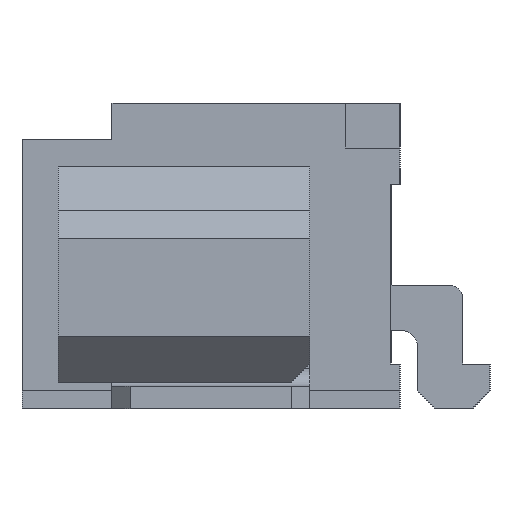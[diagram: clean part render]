
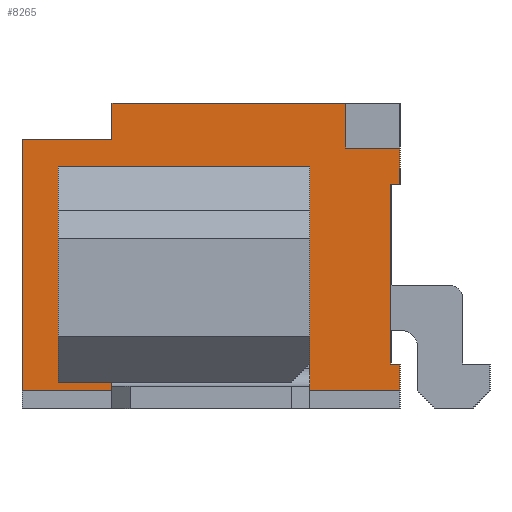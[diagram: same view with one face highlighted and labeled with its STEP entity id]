
A CAD part, left-side view. The second image highlights one B-rep face of the part: STEP entity #8265.
In plain terms, the highlighted planar face has unit normal (-1, 0, 0).
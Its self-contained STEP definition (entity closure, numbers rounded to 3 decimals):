
#105=DIRECTION('',(0.,0.,1.));
#106=VECTOR('',#105,0.3);
#107=CARTESIAN_POINT('',(-10.25,-3.225,-1.6));
#108=LINE('',#107,#106);
#309=DIRECTION('',(0.,0.,1.));
#310=VECTOR('',#309,0.4);
#311=CARTESIAN_POINT('',(-10.25,-3.225,0.7));
#312=LINE('',#311,#310);
#313=DIRECTION('',(0.,0.,1.));
#314=VECTOR('',#313,2.4);
#315=CARTESIAN_POINT('',(-10.25,-2.225,-1.5));
#316=LINE('',#315,#314);
#317=DIRECTION('',(0.,-1.,0.));
#318=VECTOR('',#317,2.8);
#319=CARTESIAN_POINT('',(-10.25,0.575,0.9));
#320=LINE('',#319,#318);
#321=DIRECTION('',(0.,0.,1.));
#322=VECTOR('',#321,2.4);
#323=CARTESIAN_POINT('',(-10.25,0.575,-1.5));
#324=LINE('',#323,#322);
#325=DIRECTION('',(0.,-1.,0.));
#326=VECTOR('',#325,2.8);
#327=CARTESIAN_POINT('',(-10.25,0.575,-1.5));
#328=LINE('',#327,#326);
#329=DIRECTION('',(0.,1.,0.));
#330=VECTOR('',#329,0.6);
#331=CARTESIAN_POINT('',(-10.25,-3.225,1.1));
#332=LINE('',#331,#330);
#333=DIRECTION('',(0.,1.,0.));
#334=VECTOR('',#333,0.1);
#335=CARTESIAN_POINT('',(-10.25,-3.225,0.7));
#336=LINE('',#335,#334);
#337=DIRECTION('',(0.,0.,1.));
#338=VECTOR('',#337,2.);
#339=CARTESIAN_POINT('',(-10.25,-3.125,-1.3));
#340=LINE('',#339,#338);
#341=DIRECTION('',(0.,1.,0.));
#342=VECTOR('',#341,0.1);
#343=CARTESIAN_POINT('',(-10.25,-3.225,-1.3));
#344=LINE('',#343,#342);
#345=DIRECTION('',(0.,-1.,0.));
#346=VECTOR('',#345,4.2);
#347=CARTESIAN_POINT('',(-10.25,0.975,-1.6));
#348=LINE('',#347,#346);
#349=DIRECTION('',(0.,0.,1.));
#350=VECTOR('',#349,2.8);
#351=CARTESIAN_POINT('',(-10.25,0.975,-1.6));
#352=LINE('',#351,#350);
#353=DIRECTION('',(0.,-1.,0.));
#354=VECTOR('',#353,1.);
#355=CARTESIAN_POINT('',(-10.25,0.975,1.2));
#356=LINE('',#355,#354);
#357=DIRECTION('',(0.,0.,-1.));
#358=VECTOR('',#357,0.4);
#359=CARTESIAN_POINT('',(-10.25,-0.025,1.6));
#360=LINE('',#359,#358);
#361=DIRECTION('',(0.,0.,-1.));
#362=VECTOR('',#361,0.5);
#363=CARTESIAN_POINT('',(-10.25,-2.625,1.6));
#364=LINE('',#363,#362);
#1458=DIRECTION('',(0.,-1.,0.));
#1459=VECTOR('',#1458,2.6);
#1460=CARTESIAN_POINT('',(-10.25,-0.025,1.6));
#1461=LINE('',#1460,#1459);
#6039=CARTESIAN_POINT('',(-10.25,-0.025,1.6));
#6041=VERTEX_POINT('',#6039);
#6051=CARTESIAN_POINT('',(-10.25,0.975,1.2));
#6052=CARTESIAN_POINT('',(-10.25,-0.025,1.2));
#6053=VERTEX_POINT('',#6051);
#6054=VERTEX_POINT('',#6052);
#6099=CARTESIAN_POINT('',(-10.25,-2.225,-1.5));
#6100=CARTESIAN_POINT('',(-10.25,-2.225,0.9));
#6101=VERTEX_POINT('',#6099);
#6102=VERTEX_POINT('',#6100);
#6103=CARTESIAN_POINT('',(-10.25,0.575,0.9));
#6104=VERTEX_POINT('',#6103);
#6105=CARTESIAN_POINT('',(-10.25,0.575,-1.5));
#6106=VERTEX_POINT('',#6105);
#6287=CARTESIAN_POINT('',(-10.25,-3.225,-1.3));
#6288=CARTESIAN_POINT('',(-10.25,-3.125,-1.3));
#6289=VERTEX_POINT('',#6287);
#6290=VERTEX_POINT('',#6288);
#6291=CARTESIAN_POINT('',(-10.25,-3.125,0.7));
#6292=VERTEX_POINT('',#6291);
#6293=CARTESIAN_POINT('',(-10.25,-3.225,0.7));
#6294=VERTEX_POINT('',#6293);
#6393=CARTESIAN_POINT('',(-10.25,-2.625,1.6));
#6394=VERTEX_POINT('',#6393);
#6395=CARTESIAN_POINT('',(-10.25,-3.225,1.1));
#6396=CARTESIAN_POINT('',(-10.25,-2.625,1.1));
#6397=VERTEX_POINT('',#6395);
#6398=VERTEX_POINT('',#6396);
#6771=CARTESIAN_POINT('',(-10.25,0.975,-1.6));
#6772=CARTESIAN_POINT('',(-10.25,-3.225,-1.6));
#6773=VERTEX_POINT('',#6771);
#6774=VERTEX_POINT('',#6772);
#8227=CARTESIAN_POINT('',(-10.25,0.975,-1.8));
#8228=DIRECTION('',(-1.,0.,0.));
#8229=DIRECTION('',(0.,-1.,0.));
#8230=AXIS2_PLACEMENT_3D('',#8227,#8228,#8229);
#8231=PLANE('',#8230);
#8233=ORIENTED_EDGE('',*,*,#8232,.F.);
#8234=ORIENTED_EDGE('',*,*,#8207,.F.);
#8236=ORIENTED_EDGE('',*,*,#8235,.T.);
#8238=ORIENTED_EDGE('',*,*,#8237,.F.);
#8239=ORIENTED_EDGE('',*,*,#8217,.F.);
#8240=ORIENTED_EDGE('',*,*,#8063,.F.);
#8242=ORIENTED_EDGE('',*,*,#8241,.F.);
#8244=ORIENTED_EDGE('',*,*,#8243,.T.);
#8246=ORIENTED_EDGE('',*,*,#8245,.T.);
#8248=ORIENTED_EDGE('',*,*,#8247,.F.);
#8250=ORIENTED_EDGE('',*,*,#8249,.T.);
#8252=ORIENTED_EDGE('',*,*,#8251,.T.);
#8253=EDGE_LOOP('',(#8233,#8234,#8236,#8238,#8239,#8240,#8242,#8244,#8246,#8248,
#8250,#8252));
#8254=FACE_OUTER_BOUND('',#8253,.F.);
#8256=ORIENTED_EDGE('',*,*,#8255,.T.);
#8258=ORIENTED_EDGE('',*,*,#8257,.F.);
#8260=ORIENTED_EDGE('',*,*,#8259,.F.);
#8262=ORIENTED_EDGE('',*,*,#8261,.T.);
#8263=EDGE_LOOP('',(#8256,#8258,#8260,#8262));
#8264=FACE_BOUND('',#8263,.F.);
#8265=ADVANCED_FACE('',(#8254,#8264),#8231,.T.);
#8063=EDGE_CURVE('',#6774,#6289,#108,.T.);
#8207=EDGE_CURVE('',#6294,#6397,#312,.T.);
#8217=EDGE_CURVE('',#6289,#6290,#344,.T.);
#8232=EDGE_CURVE('',#6397,#6398,#332,.T.);
#8235=EDGE_CURVE('',#6294,#6292,#336,.T.);
#8237=EDGE_CURVE('',#6290,#6292,#340,.T.);
#8241=EDGE_CURVE('',#6773,#6774,#348,.T.);
#8243=EDGE_CURVE('',#6773,#6053,#352,.T.);
#8245=EDGE_CURVE('',#6053,#6054,#356,.T.);
#8247=EDGE_CURVE('',#6041,#6054,#360,.T.);
#8249=EDGE_CURVE('',#6041,#6394,#1461,.T.);
#8251=EDGE_CURVE('',#6394,#6398,#364,.T.);
#8255=EDGE_CURVE('',#6101,#6102,#316,.T.);
#8257=EDGE_CURVE('',#6104,#6102,#320,.T.);
#8259=EDGE_CURVE('',#6106,#6104,#324,.T.);
#8261=EDGE_CURVE('',#6106,#6101,#328,.T.);
